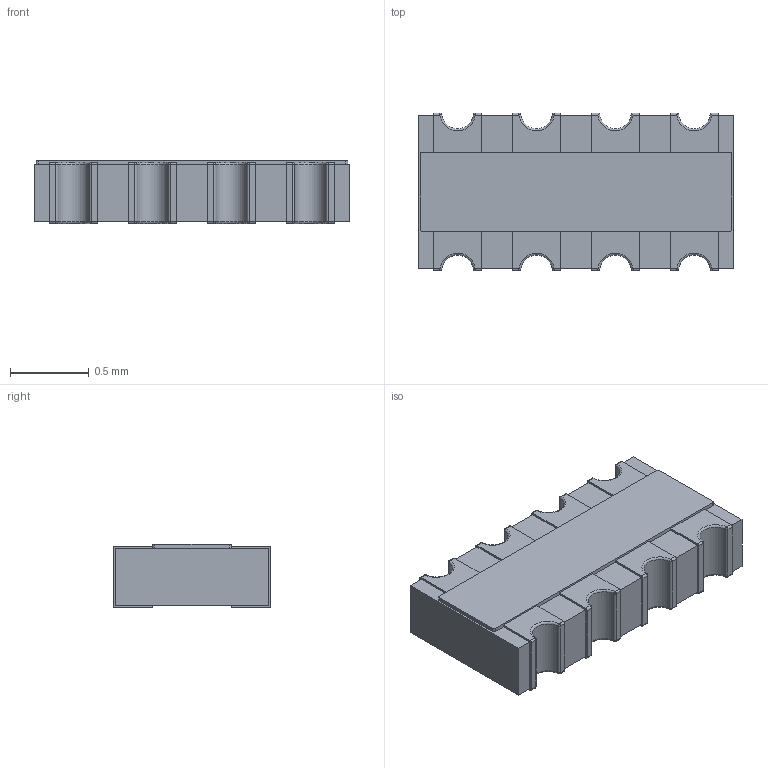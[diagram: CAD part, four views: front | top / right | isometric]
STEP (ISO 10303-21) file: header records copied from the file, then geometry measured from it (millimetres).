
FILE_DESCRIPTION(/* description */ (''),/* implementation_level */ '2;1');
FILE_NAME(/* name */ '5f519de4c4a35d1103782919',/* time_stamp */ '2020-09-04T01:52:36+00:00',/* author */ (''),/* organization */ (''),/* preprocessor_version */ 'ST-DEVELOPER v16.7',/* originating_system */ $,/* authorisation */ $);
FILE_SCHEMA (('AUTOMOTIVE_DESIGN {1 0 10303 214 3 1 1}'));
Length unit declared in the file: metre
Products named in the file (10): BodyTop; Body; R4B; R3B; R2B; R1B; R4A; R3A; R2A; R1A
Bounding box: 2 x 1 x 0.4 mm (x, y, z)
Volume: 0.7 mm3; surface area: 13 mm2
Topology: 10 solids, 10 shells, 196 faces, 472 edges, 272 vertices
Faces by surface type: plane 100, cylinder 56, sphere 24, torus 16
Entity records: 5701 total; most frequent: DIRECTION 996, CARTESIAN_POINT 950, ORIENTED_EDGE 896, EDGE_CURVE 448, AXIS2_PLACEMENT_3D 350, LINE 296, VECTOR 296, VERTEX_POINT 272
